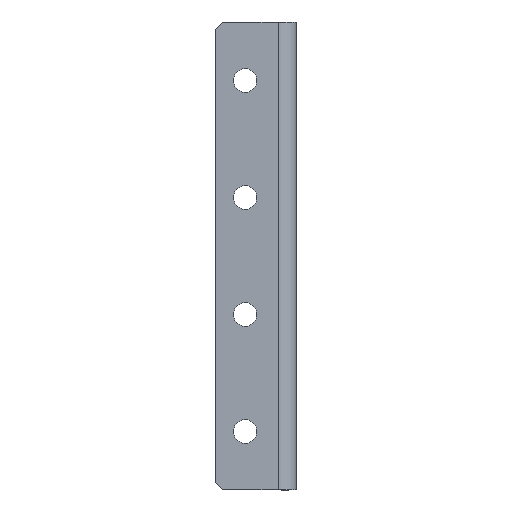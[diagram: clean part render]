
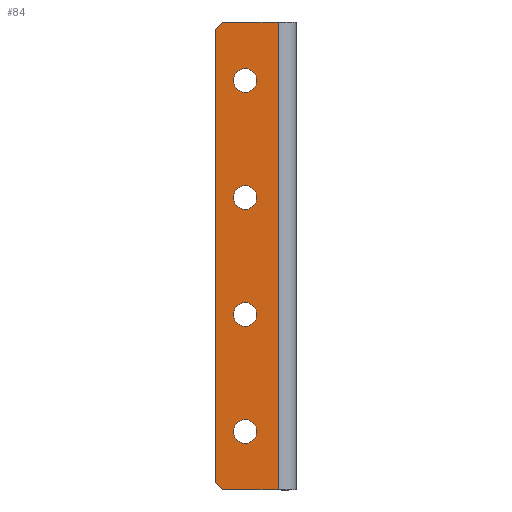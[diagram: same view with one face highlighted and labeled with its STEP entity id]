
A CAD part, left-side view. The second image highlights one B-rep face of the part: STEP entity #84.
In plain terms, the highlighted planar face has unit normal (-1, 0, 0).
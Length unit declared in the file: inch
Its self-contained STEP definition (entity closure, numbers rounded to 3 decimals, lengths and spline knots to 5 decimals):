
#84 = ADVANCED_FACE ( 'NONE', ( #1105, #1103, #1110, #1112, #1106 ), #554, .F. ) ;
#94 = EDGE_CURVE ( 'NONE', #474, #463, #1126, .T. ) ;
#120 = EDGE_CURVE ( 'NONE', #463, #466, #1877, .T. ) ;
#126 = EDGE_CURVE ( 'NONE', #468, #505, #1904, .T. ) ;
#127 = EDGE_CURVE ( 'NONE', #524, #474, #1906, .T. ) ;
#128 = EDGE_CURVE ( 'NONE', #479, #539, #1910, .T. ) ;
#153 = CIRCLE ( 'NONE', #340, 0.1 ) ;
#157 = CIRCLE ( 'NONE', #341, 0.1 ) ;
#170 = LINE ( 'NONE', #703, #171 ) ;
#171 = VECTOR ( 'NONE', #704, 39.37008 ) ;
#213 = CIRCLE ( 'NONE', #322, 0.1 ) ;
#217 = CIRCLE ( 'NONE', #326, 0.1 ) ;
#221 = CIRCLE ( 'NONE', #329, 0.1 ) ;
#253 = CIRCLE ( 'NONE', #338, 0.1 ) ;
#264 = CIRCLE ( 'NONE', #336, 0.1 ) ;
#276 = ORIENTED_EDGE ( 'NONE', *, *, #1134, .T. ) ;
#322 = AXIS2_PLACEMENT_3D ( 'NONE', #1484, #1485, #1486 ) ;
#326 = AXIS2_PLACEMENT_3D ( 'NONE', #1479, #1492, #1493 ) ;
#329 = AXIS2_PLACEMENT_3D ( 'NONE', #1497, #1499, #1500 ) ;
#336 = AXIS2_PLACEMENT_3D ( 'NONE', #1600, #1607, #1608 ) ;
#338 = AXIS2_PLACEMENT_3D ( 'NONE', #1589, #1591, #1592 ) ;
#340 = AXIS2_PLACEMENT_3D ( 'NONE', #1623, #1626, #1627 ) ;
#341 = AXIS2_PLACEMENT_3D ( 'NONE', #1621, #1633, #1634 ) ;
#417 = EDGE_LOOP ( 'NONE', ( #276, #1549 ) ) ;
#419 = EDGE_LOOP ( 'NONE', ( #1003, #992 ) ) ;
#420 = EDGE_LOOP ( 'NONE', ( #1547, #1081 ) ) ;
#421 = EDGE_LOOP ( 'NONE', ( #1080, #1073, #1071, #1057, #1021, #996 ) ) ;
#423 = EDGE_LOOP ( 'NONE', ( #1829, #669 ) ) ;
#459 = VERTEX_POINT ( 'NONE', #924 ) ;
#463 = VERTEX_POINT ( 'NONE', #1184 ) ;
#466 = VERTEX_POINT ( 'NONE', #1168 ) ;
#468 = VERTEX_POINT ( 'NONE', #1191 ) ;
#474 = VERTEX_POINT ( 'NONE', #1201 ) ;
#479 = VERTEX_POINT ( 'NONE', #1187 ) ;
#494 = VERTEX_POINT ( 'NONE', #1204 ) ;
#501 = VERTEX_POINT ( 'NONE', #905 ) ;
#505 = VERTEX_POINT ( 'NONE', #916 ) ;
#510 = VERTEX_POINT ( 'NONE', #904 ) ;
#524 = VERTEX_POINT ( 'NONE', #877 ) ;
#538 = VERTEX_POINT ( 'NONE', #908 ) ;
#539 = VERTEX_POINT ( 'NONE', #885 ) ;
#542 = VERTEX_POINT ( 'NONE', #900 ) ;
#554 = PLANE ( 'NONE',  #1229 ) ;
#560 = DIRECTION ( 'NONE',  ( 0., 0., -1. ) ) ;
#564 = DIRECTION ( 'NONE',  ( 0., 0., -1. ) ) ;
#577 = DIRECTION ( 'NONE',  ( 1., 0., 0. ) ) ;
#594 = CARTESIAN_POINT ( 'NONE',  ( -1.65992, 0.31443, 4. ) ) ;
#596 = CARTESIAN_POINT ( 'NONE',  ( -1.65992, -0.37307, 4. ) ) ;
#669 = ORIENTED_EDGE ( 'NONE', *, *, #1445, .T. ) ;
#703 = CARTESIAN_POINT ( 'NONE',  ( -1.65992, -0.37307, 0. ) ) ;
#704 = DIRECTION ( 'NONE',  ( 0., -1., 0. ) ) ;
#877 = CARTESIAN_POINT ( 'NONE',  ( -1.65992, 0.25443, 4. ) ) ;
#885 = CARTESIAN_POINT ( 'NONE',  ( -1.65992, 0.06443, 0.6 ) ) ;
#900 = CARTESIAN_POINT ( 'NONE',  ( -1.65992, 0.06443, 3.4 ) ) ;
#904 = CARTESIAN_POINT ( 'NONE',  ( -1.65992, 0.06443, 1.6 ) ) ;
#905 = CARTESIAN_POINT ( 'NONE',  ( -1.65992, 0.06443, 2.6 ) ) ;
#908 = CARTESIAN_POINT ( 'NONE',  ( -1.65992, 0.06443, 3.6 ) ) ;
#916 = CARTESIAN_POINT ( 'NONE',  ( -1.65992, -0.21807, 4. ) ) ;
#920 = CARTESIAN_POINT ( 'NONE',  ( -1.65992, -0.21807, 4. ) ) ;
#924 = CARTESIAN_POINT ( 'NONE',  ( -1.65992, 0.06443, 2.4 ) ) ;
#934 = DIRECTION ( 'NONE',  ( 0., -0.707, -0.707 ) ) ;
#941 = CARTESIAN_POINT ( 'NONE',  ( -1.65992, 0.31443, 0.06 ) ) ;
#942 = CARTESIAN_POINT ( 'NONE',  ( -1.65992, 0.06443, 0.5 ) ) ;
#949 = DIRECTION ( 'NONE',  ( 0., 0., 1. ) ) ;
#992 = ORIENTED_EDGE ( 'NONE', *, *, #1448, .T. ) ;
#996 = ORIENTED_EDGE ( 'NONE', *, *, #127, .T. ) ;
#1003 = ORIENTED_EDGE ( 'NONE', *, *, #1139, .T. ) ;
#1021 = ORIENTED_EDGE ( 'NONE', *, *, #1249, .F. ) ;
#1057 = ORIENTED_EDGE ( 'NONE', *, *, #126, .T. ) ;
#1071 = ORIENTED_EDGE ( 'NONE', *, *, #1458, .T. ) ;
#1073 = ORIENTED_EDGE ( 'NONE', *, *, #120, .T. ) ;
#1080 = ORIENTED_EDGE ( 'NONE', *, *, #94, .T. ) ;
#1081 = ORIENTED_EDGE ( 'NONE', *, *, #1437, .T. ) ;
#1103 = FACE_BOUND ( 'NONE', #420, .T. ) ;
#1105 = FACE_BOUND ( 'NONE', #417, .T. ) ;
#1106 = FACE_BOUND ( 'NONE', #423, .T. ) ;
#1110 = FACE_OUTER_BOUND ( 'NONE', #421, .T. ) ;
#1112 = FACE_BOUND ( 'NONE', #419, .T. ) ;
#1126 = LINE ( 'NONE', #594, #1859 ) ;
#1134 = EDGE_CURVE ( 'NONE', #459, #501, #213, .T. ) ;
#1136 = EDGE_CURVE ( 'NONE', #542, #538, #217, .T. ) ;
#1139 = EDGE_CURVE ( 'NONE', #494, #510, #221, .T. ) ;
#1165 = DIRECTION ( 'NONE',  ( 1., 0., 0. ) ) ;
#1168 = CARTESIAN_POINT ( 'NONE',  ( -1.65992, 0.25443, 0. ) ) ;
#1178 = CARTESIAN_POINT ( 'NONE',  ( -1.65992, 0.25443, 4. ) ) ;
#1184 = CARTESIAN_POINT ( 'NONE',  ( -1.65992, 0.31443, 0.06 ) ) ;
#1187 = CARTESIAN_POINT ( 'NONE',  ( -1.65992, 0.06443, 0.4 ) ) ;
#1189 = DIRECTION ( 'NONE',  ( 0., 0., -1. ) ) ;
#1191 = CARTESIAN_POINT ( 'NONE',  ( -1.65992, -0.21807, 0. ) ) ;
#1201 = CARTESIAN_POINT ( 'NONE',  ( -1.65992, 0.31443, 3.94 ) ) ;
#1204 = CARTESIAN_POINT ( 'NONE',  ( -1.65992, 0.06443, 1.4 ) ) ;
#1207 = DIRECTION ( 'NONE',  ( 0., 0.707, -0.707 ) ) ;
#1229 = AXIS2_PLACEMENT_3D ( 'NONE', #596, #577, #560 ) ;
#1249 = EDGE_CURVE ( 'NONE', #524, #505, #1707, .T. ) ;
#1260 = AXIS2_PLACEMENT_3D ( 'NONE', #942, #1165, #1189 ) ;
#1430 = EDGE_CURVE ( 'NONE', #501, #459, #253, .T. ) ;
#1437 = EDGE_CURVE ( 'NONE', #538, #542, #264, .T. ) ;
#1445 = EDGE_CURVE ( 'NONE', #539, #479, #153, .T. ) ;
#1448 = EDGE_CURVE ( 'NONE', #510, #494, #157, .T. ) ;
#1458 = EDGE_CURVE ( 'NONE', #466, #468, #170, .T. ) ;
#1479 = CARTESIAN_POINT ( 'NONE',  ( -1.65992, 0.06443, 3.5 ) ) ;
#1484 = CARTESIAN_POINT ( 'NONE',  ( -1.65992, 0.06443, 2.5 ) ) ;
#1485 = DIRECTION ( 'NONE',  ( 1., 0., 0. ) ) ;
#1486 = DIRECTION ( 'NONE',  ( 0., 0., -1. ) ) ;
#1492 = DIRECTION ( 'NONE',  ( 1., 0., 0. ) ) ;
#1493 = DIRECTION ( 'NONE',  ( 0., 0., -1. ) ) ;
#1497 = CARTESIAN_POINT ( 'NONE',  ( -1.65992, 0.06443, 1.5 ) ) ;
#1499 = DIRECTION ( 'NONE',  ( 1., 0., 0. ) ) ;
#1500 = DIRECTION ( 'NONE',  ( 0., 0., -1. ) ) ;
#1522 = CARTESIAN_POINT ( 'NONE',  ( -1.65992, -0.37307, 4. ) ) ;
#1523 = DIRECTION ( 'NONE',  ( 0., -1., 0. ) ) ;
#1547 = ORIENTED_EDGE ( 'NONE', *, *, #1136, .T. ) ;
#1549 = ORIENTED_EDGE ( 'NONE', *, *, #1430, .T. ) ;
#1589 = CARTESIAN_POINT ( 'NONE',  ( -1.65992, 0.06443, 2.5 ) ) ;
#1591 = DIRECTION ( 'NONE',  ( 1., 0., 0. ) ) ;
#1592 = DIRECTION ( 'NONE',  ( 0., 0., -1. ) ) ;
#1600 = CARTESIAN_POINT ( 'NONE',  ( -1.65992, 0.06443, 3.5 ) ) ;
#1607 = DIRECTION ( 'NONE',  ( 1., 0., 0. ) ) ;
#1608 = DIRECTION ( 'NONE',  ( 0., 0., -1. ) ) ;
#1621 = CARTESIAN_POINT ( 'NONE',  ( -1.65992, 0.06443, 1.5 ) ) ;
#1623 = CARTESIAN_POINT ( 'NONE',  ( -1.65992, 0.06443, 0.5 ) ) ;
#1626 = DIRECTION ( 'NONE',  ( 1., 0., 0. ) ) ;
#1627 = DIRECTION ( 'NONE',  ( 0., 0., -1. ) ) ;
#1633 = DIRECTION ( 'NONE',  ( 1., 0., 0. ) ) ;
#1634 = DIRECTION ( 'NONE',  ( 0., 0., -1. ) ) ;
#1701 = VECTOR ( 'NONE', #1523, 39.37008 ) ;
#1707 = LINE ( 'NONE', #1522, #1701 ) ;
#1829 = ORIENTED_EDGE ( 'NONE', *, *, #128, .T. ) ;
#1859 = VECTOR ( 'NONE', #564, 39.37008 ) ;
#1877 = LINE ( 'NONE', #941, #1898 ) ;
#1882 = VECTOR ( 'NONE', #949, 39.37008 ) ;
#1898 = VECTOR ( 'NONE', #934, 39.37008 ) ;
#1904 = LINE ( 'NONE', #920, #1882 ) ;
#1906 = LINE ( 'NONE', #1178, #1907 ) ;
#1907 = VECTOR ( 'NONE', #1207, 39.37008 ) ;
#1910 = CIRCLE ( 'NONE', #1260, 0.1 ) ;
